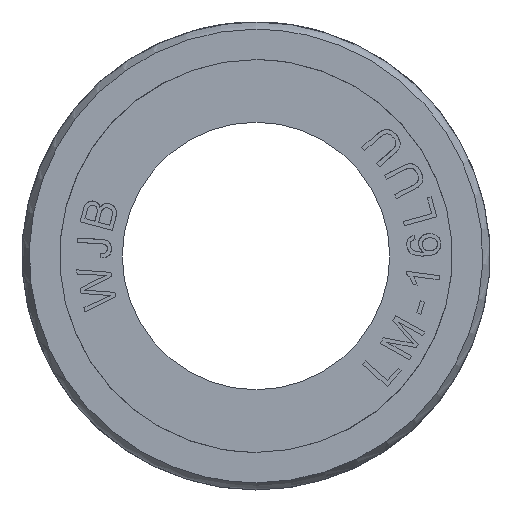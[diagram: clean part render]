
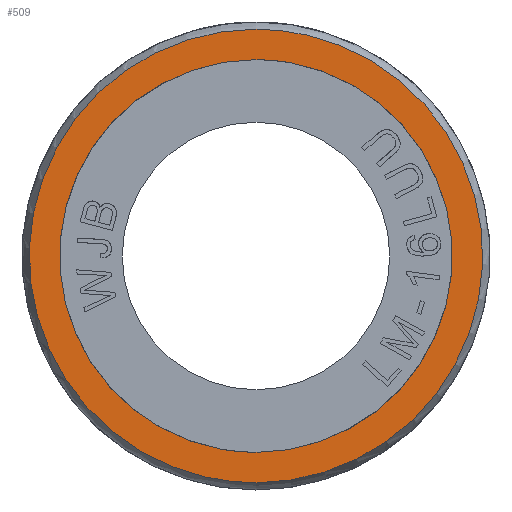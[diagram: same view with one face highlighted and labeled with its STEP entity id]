
A CAD part, left-side view. The second image highlights one B-rep face of the part: STEP entity #509.
In plain terms, the highlighted planar face has unit normal (-1, 0, 0).
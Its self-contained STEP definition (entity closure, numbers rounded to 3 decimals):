
#509=ADVANCED_FACE('',(#1088,#1089),#813,.T.);
#813=PLANE('',#5680);
#1088=FACE_BOUND('',#1172,.T.);
#1089=FACE_BOUND('',#1173,.T.);
#1172=EDGE_LOOP('',(#2629,#2630));
#1173=EDGE_LOOP('',(#2631,#2632));
#2629=ORIENTED_EDGE('',*,*,#4705,.F.);
#2630=ORIENTED_EDGE('',*,*,#4706,.F.);
#2631=ORIENTED_EDGE('',*,*,#4701,.T.);
#2632=ORIENTED_EDGE('',*,*,#4702,.T.);
#4173=VERTEX_POINT('',#8406);
#4174=VERTEX_POINT('',#8407);
#4177=VERTEX_POINT('',#8451);
#4178=VERTEX_POINT('',#8452);
#4701=EDGE_CURVE('',#4173,#4174,#5321,.T.);
#4702=EDGE_CURVE('',#4174,#4173,#5322,.T.);
#4705=EDGE_CURVE('',#4177,#4178,#5325,.T.);
#4706=EDGE_CURVE('',#4178,#4177,#5326,.T.);
#5321=B_SPLINE_CURVE_WITH_KNOTS('',3,(#8396,#8397,#8398,#8399,#8400,#8401,
#8402,#8403,#8404,#8405),.UNSPECIFIED.,.F.,.F.,(4,2,2,2,4),(0.,0.25,0.5,
0.75,1.),.UNSPECIFIED.);
#5322=B_SPLINE_CURVE_WITH_KNOTS('',3,(#8408,#8409,#8410,#8411,#8412,#8413,
#8414,#8415,#8416,#8417),.UNSPECIFIED.,.F.,.F.,(4,2,2,2,4),(0.,0.25,0.5,
0.75,1.),.UNSPECIFIED.);
#5325=B_SPLINE_CURVE_WITH_KNOTS('',3,(#8441,#8442,#8443,#8444,#8445,#8446,
#8447,#8448,#8449,#8450),.UNSPECIFIED.,.F.,.F.,(4,2,2,2,4),(0.,0.25,0.5,
0.75,1.),.UNSPECIFIED.);
#5326=B_SPLINE_CURVE_WITH_KNOTS('',3,(#8453,#8454,#8455,#8456,#8457,#8458,
#8459,#8460,#8461,#8462),.UNSPECIFIED.,.F.,.F.,(4,2,2,2,4),(0.,0.25,0.5,
0.75,1.),.UNSPECIFIED.);
#5680=AXIS2_PLACEMENT_3D('',#8463,#6112,#6113);
#6112=DIRECTION('',(-1.,0.,0.));
#6113=DIRECTION('',(0.,0.,1.));
#8396=CARTESIAN_POINT('',(0.,0.,13.57));
#8397=CARTESIAN_POINT('',(0.,3.565,13.569));
#8398=CARTESIAN_POINT('',(0.,7.076,12.114));
#8399=CARTESIAN_POINT('',(0.,12.114,7.076));
#8400=CARTESIAN_POINT('',(0.,13.569,3.562));
#8401=CARTESIAN_POINT('',(0.,13.57,-3.562));
#8402=CARTESIAN_POINT('',(0.,12.114,-7.076));
#8403=CARTESIAN_POINT('',(0.,7.076,-12.114));
#8404=CARTESIAN_POINT('',(0.,3.566,-13.569));
#8405=CARTESIAN_POINT('',(0.,0.,-13.57));
#8406=CARTESIAN_POINT('',(0.,0.,13.57));
#8407=CARTESIAN_POINT('',(0.,0.,-13.57));
#8408=CARTESIAN_POINT('',(0.,0.,-13.57));
#8409=CARTESIAN_POINT('',(0.,-3.565,-13.569));
#8410=CARTESIAN_POINT('',(0.,-7.076,-12.114));
#8411=CARTESIAN_POINT('',(0.,-12.114,-7.076));
#8412=CARTESIAN_POINT('',(0.,-13.569,-3.562));
#8413=CARTESIAN_POINT('',(0.,-13.57,3.562));
#8414=CARTESIAN_POINT('',(0.,-12.114,7.076));
#8415=CARTESIAN_POINT('',(0.,-7.076,12.114));
#8416=CARTESIAN_POINT('',(0.,-3.566,13.569));
#8417=CARTESIAN_POINT('',(0.,0.,13.57));
#8441=CARTESIAN_POINT('',(0.,0.,11.75));
#8442=CARTESIAN_POINT('',(0.,3.076,11.75));
#8443=CARTESIAN_POINT('',(0.,6.133,10.484));
#8444=CARTESIAN_POINT('',(0.,10.484,6.133));
#8445=CARTESIAN_POINT('',(0.,11.75,3.076));
#8446=CARTESIAN_POINT('',(0.,11.75,-3.076));
#8447=CARTESIAN_POINT('',(0.,10.484,-6.133));
#8448=CARTESIAN_POINT('',(0.,6.133,-10.484));
#8449=CARTESIAN_POINT('',(0.,3.076,-11.75));
#8450=CARTESIAN_POINT('',(0.,0.,-11.75));
#8451=CARTESIAN_POINT('',(0.,0.,11.75));
#8452=CARTESIAN_POINT('',(0.,0.,-11.75));
#8453=CARTESIAN_POINT('',(0.,0.,-11.75));
#8454=CARTESIAN_POINT('',(0.,-3.076,-11.75));
#8455=CARTESIAN_POINT('',(0.,-6.133,-10.484));
#8456=CARTESIAN_POINT('',(0.,-10.484,-6.133));
#8457=CARTESIAN_POINT('',(0.,-11.75,-3.076));
#8458=CARTESIAN_POINT('',(0.,-11.75,3.076));
#8459=CARTESIAN_POINT('',(0.,-10.484,6.133));
#8460=CARTESIAN_POINT('',(0.,-6.133,10.484));
#8461=CARTESIAN_POINT('',(0.,-3.076,11.75));
#8462=CARTESIAN_POINT('',(0.,0.,11.75));
#8463=CARTESIAN_POINT('',(0.,-13.844,-13.57));
